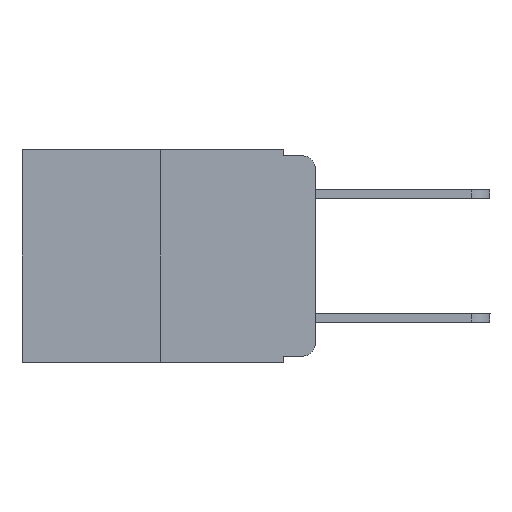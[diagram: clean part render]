
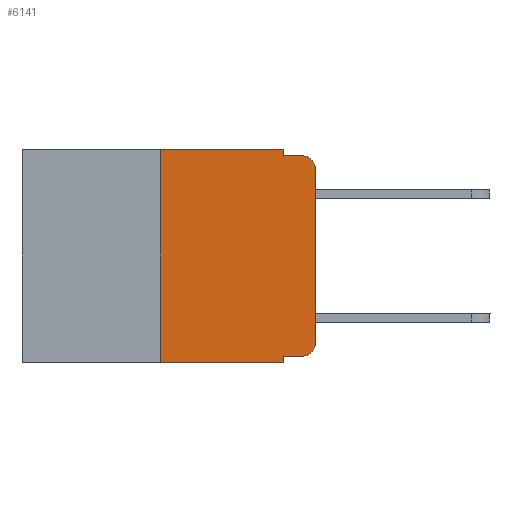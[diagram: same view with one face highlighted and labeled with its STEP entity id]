
A CAD part, left-side view. The second image highlights one B-rep face of the part: STEP entity #6141.
In plain terms, the highlighted planar face has unit normal (-1, 0, 0).
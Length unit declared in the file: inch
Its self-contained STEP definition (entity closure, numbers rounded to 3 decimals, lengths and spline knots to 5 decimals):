
#90 = DIRECTION ( 'NONE',  ( 0., 0., -1. ) ) ;
#208 = DIRECTION ( 'NONE',  ( 0., -1., 0. ) ) ;
#380 = LINE ( 'NONE', #15100, #21595 ) ;
#438 = VECTOR ( 'NONE', #11685, 39.37008 ) ;
#583 = CARTESIAN_POINT ( 'NONE',  ( 0., 0.051, -0.343 ) ) ;
#848 = VERTEX_POINT ( 'NONE', #8581 ) ;
#972 = LINE ( 'NONE', #6738, #438 ) ;
#1177 = CARTESIAN_POINT ( 'NONE',  ( 0., 0.051, 0. ) ) ;
#1285 = CIRCLE ( 'NONE', #2494, 0.02 ) ;
#1903 = DIRECTION ( 'NONE',  ( 0., 0., 1. ) ) ;
#2128 = ORIENTED_EDGE ( 'NONE', *, *, #9891, .F. ) ;
#2494 = AXIS2_PLACEMENT_3D ( 'NONE', #12034, #18760, #7607 ) ;
#2570 = PLANE ( 'NONE',  #16811 ) ;
#3140 = VECTOR ( 'NONE', #208, 39.37008 ) ;
#3346 = VECTOR ( 'NONE', #11965, 39.37008 ) ;
#3605 = CARTESIAN_POINT ( 'NONE',  ( 0., 0.02, -0.333 ) ) ;
#3930 = VERTEX_POINT ( 'NONE', #17723 ) ;
#4165 = ORIENTED_EDGE ( 'NONE', *, *, #8913, .T. ) ;
#4175 = VERTEX_POINT ( 'NONE', #8085 ) ;
#4203 = VECTOR ( 'NONE', #90, 39.37008 ) ;
#4707 = ORIENTED_EDGE ( 'NONE', *, *, #15909, .T. ) ;
#4730 = LINE ( 'NONE', #18767, #4203 ) ;
#4817 = VERTEX_POINT ( 'NONE', #17754 ) ;
#4959 = LINE ( 'NONE', #9996, #7331 ) ;
#5349 = ORIENTED_EDGE ( 'NONE', *, *, #8238, .F. ) ;
#5490 = LINE ( 'NONE', #13701, #3140 ) ;
#5523 = ORIENTED_EDGE ( 'NONE', *, *, #14846, .F. ) ;
#5760 = ORIENTED_EDGE ( 'NONE', *, *, #10619, .T. ) ;
#6141 = ADVANCED_FACE ( 'NONE', ( #11711 ), #2570, .F. ) ;
#6373 = CARTESIAN_POINT ( 'NONE',  ( 0., 0., -0.313 ) ) ;
#6540 = VERTEX_POINT ( 'NONE', #14517 ) ;
#6738 = CARTESIAN_POINT ( 'NONE',  ( 0., 0.051, -0.333 ) ) ;
#7331 = VECTOR ( 'NONE', #8444, 39.37008 ) ;
#7607 = DIRECTION ( 'NONE',  ( 0., 0., -1. ) ) ;
#8033 = VERTEX_POINT ( 'NONE', #6373 ) ;
#8085 = CARTESIAN_POINT ( 'NONE',  ( 0., 0.051, 0. ) ) ;
#8238 = EDGE_CURVE ( 'NONE', #4175, #3930, #4730, .T. ) ;
#8296 = ORIENTED_EDGE ( 'NONE', *, *, #13820, .T. ) ;
#8444 = DIRECTION ( 'NONE',  ( 0., -1., 0. ) ) ;
#8581 = CARTESIAN_POINT ( 'NONE',  ( 0., 0.25, -0.343 ) ) ;
#8913 = EDGE_CURVE ( 'NONE', #848, #21279, #5490, .T. ) ;
#9471 = ORIENTED_EDGE ( 'NONE', *, *, #10500, .F. ) ;
#9499 = VERTEX_POINT ( 'NONE', #3605 ) ;
#9891 = EDGE_CURVE ( 'NONE', #21165, #21279, #10968, .T. ) ;
#9916 = VECTOR ( 'NONE', #13723, 39.37008 ) ;
#9996 = CARTESIAN_POINT ( 'NONE',  ( 0., 0.473, 0. ) ) ;
#10500 = EDGE_CURVE ( 'NONE', #3930, #6540, #10927, .T. ) ;
#10619 = EDGE_CURVE ( 'NONE', #8033, #20100, #11452, .T. ) ;
#10667 = CIRCLE ( 'NONE', #12737, 0.02 ) ;
#10927 = LINE ( 'NONE', #15393, #9916 ) ;
#10968 = LINE ( 'NONE', #1177, #12250 ) ;
#11452 = LINE ( 'NONE', #16783, #3346 ) ;
#11685 = DIRECTION ( 'NONE',  ( 0., -1., 0. ) ) ;
#11711 = FACE_OUTER_BOUND ( 'NONE', #20475, .T. ) ;
#11965 = DIRECTION ( 'NONE',  ( 0., 0., 1. ) ) ;
#12034 = CARTESIAN_POINT ( 'NONE',  ( 0., 0.02, -0.03 ) ) ;
#12250 = VECTOR ( 'NONE', #12925, 39.37008 ) ;
#12737 = AXIS2_PLACEMENT_3D ( 'NONE', #14364, #19326, #14565 ) ;
#12925 = DIRECTION ( 'NONE',  ( 0., 0., -1. ) ) ;
#13126 = ORIENTED_EDGE ( 'NONE', *, *, #15472, .T. ) ;
#13701 = CARTESIAN_POINT ( 'NONE',  ( 0., 0.473, -0.343 ) ) ;
#13723 = DIRECTION ( 'NONE',  ( 0., -1., 0. ) ) ;
#13820 = EDGE_CURVE ( 'NONE', #20100, #6540, #1285, .T. ) ;
#14364 = CARTESIAN_POINT ( 'NONE',  ( 0., 0.02, -0.313 ) ) ;
#14517 = CARTESIAN_POINT ( 'NONE',  ( 0., 0.02, -0.01 ) ) ;
#14565 = DIRECTION ( 'NONE',  ( 0., 0., -1. ) ) ;
#14846 = EDGE_CURVE ( 'NONE', #4817, #4175, #4959, .T. ) ;
#15100 = CARTESIAN_POINT ( 'NONE',  ( 0., 0.25, 0. ) ) ;
#15393 = CARTESIAN_POINT ( 'NONE',  ( 0., 0.051, -0.01 ) ) ;
#15472 = EDGE_CURVE ( 'NONE', #21165, #9499, #972, .T. ) ;
#15529 = CARTESIAN_POINT ( 'NONE',  ( 0., 0., -0.03 ) ) ;
#15909 = EDGE_CURVE ( 'NONE', #9499, #8033, #10667, .T. ) ;
#15971 = ORIENTED_EDGE ( 'NONE', *, *, #16826, .F. ) ;
#16783 = CARTESIAN_POINT ( 'NONE',  ( 0., 0., 0. ) ) ;
#16811 = AXIS2_PLACEMENT_3D ( 'NONE', #17706, #19312, #17483 ) ;
#16826 = EDGE_CURVE ( 'NONE', #848, #4817, #380, .T. ) ;
#17483 = DIRECTION ( 'NONE',  ( 0., 0., -1. ) ) ;
#17706 = CARTESIAN_POINT ( 'NONE',  ( 0., 0.473, 0. ) ) ;
#17723 = CARTESIAN_POINT ( 'NONE',  ( 0., 0.051, -0.01 ) ) ;
#17754 = CARTESIAN_POINT ( 'NONE',  ( 0., 0.25, 0. ) ) ;
#18760 = DIRECTION ( 'NONE',  ( -1., 0., 0. ) ) ;
#18767 = CARTESIAN_POINT ( 'NONE',  ( 0., 0.051, 0. ) ) ;
#19312 = DIRECTION ( 'NONE',  ( 1., 0., 0. ) ) ;
#19326 = DIRECTION ( 'NONE',  ( -1., 0., 0. ) ) ;
#20094 = CARTESIAN_POINT ( 'NONE',  ( 0., 0.051, -0.333 ) ) ;
#20100 = VERTEX_POINT ( 'NONE', #15529 ) ;
#20475 = EDGE_LOOP ( 'NONE', ( #5760, #8296, #9471, #5349, #5523, #15971, #4165, #2128, #13126, #4707 ) ) ;
#21165 = VERTEX_POINT ( 'NONE', #20094 ) ;
#21279 = VERTEX_POINT ( 'NONE', #583 ) ;
#21595 = VECTOR ( 'NONE', #1903, 39.37008 ) ;
